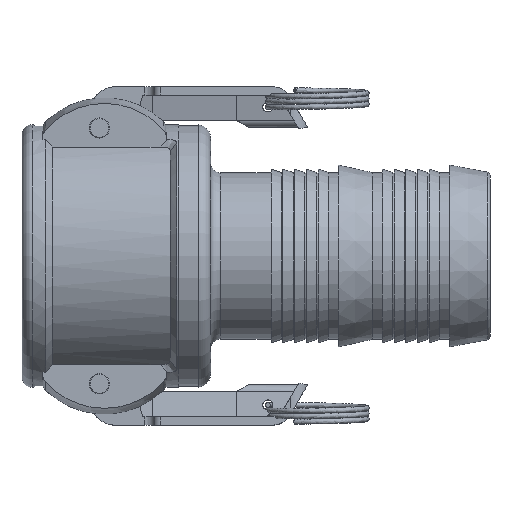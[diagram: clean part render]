
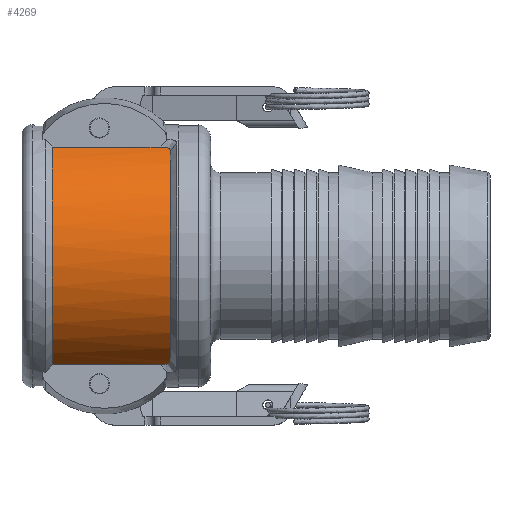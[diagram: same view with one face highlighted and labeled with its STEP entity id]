
A CAD part, top view. The second image highlights one B-rep face of the part: STEP entity #4269.
In plain terms, the highlighted cylindrical face has radius 37 mm (diameter 74 mm), a partial arc.
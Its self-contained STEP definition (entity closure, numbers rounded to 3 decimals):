
#327=LINE('',#8236,#581);
#357=LINE('',#9037,#611);
#581=VECTOR('',#5322,10.);
#611=VECTOR('',#5420,10.);
#776=CYLINDRICAL_SURFACE('',#4628,37.);
#904=FACE_OUTER_BOUND('',#1143,.T.);
#1143=EDGE_LOOP('',(#3242,#3243,#3244,#3245,#3246,#3247));
#1392=CIRCLE('',#4629,37.);
#1393=CIRCLE('',#4630,37.);
#1585=B_SPLINE_CURVE_WITH_KNOTS('',3,(#8976,#8977,#8978,#8979,#8980,#8981,
#8982,#8983,#8984,#8985,#8986,#8987),.UNSPECIFIED.,.F.,.F.,(4,2,2,2,2,4),
(0.,0.148,0.256,0.346,0.394,
0.445),.UNSPECIFIED.);
#1587=B_SPLINE_CURVE_WITH_KNOTS('',3,(#9014,#9015,#9016,#9017,#9018,#9019,
#9020,#9021,#9022,#9023,#9024,#9025),.UNSPECIFIED.,.F.,.F.,(4,2,2,2,2,4),
(0.,0.083,0.157,0.239,0.311,
0.39),.UNSPECIFIED.);
#1803=VERTEX_POINT('',#8230);
#1804=VERTEX_POINT('',#8235);
#1867=VERTEX_POINT('',#8975);
#1868=VERTEX_POINT('',#9012);
#1869=VERTEX_POINT('',#9013);
#1870=VERTEX_POINT('',#9036);
#2299=EDGE_CURVE('',#1804,#1803,#327,.T.);
#2384=EDGE_CURVE('',#1803,#1867,#1585,.T.);
#2386=EDGE_CURVE('',#1868,#1869,#1587,.T.);
#2389=EDGE_CURVE('',#1867,#1868,#1392,.T.);
#2390=EDGE_CURVE('',#1869,#1870,#357,.T.);
#2391=EDGE_CURVE('',#1804,#1870,#1393,.T.);
#3242=ORIENTED_EDGE('',*,*,#2384,.T.);
#3243=ORIENTED_EDGE('',*,*,#2389,.T.);
#3244=ORIENTED_EDGE('',*,*,#2386,.T.);
#3245=ORIENTED_EDGE('',*,*,#2390,.T.);
#3246=ORIENTED_EDGE('',*,*,#2391,.F.);
#3247=ORIENTED_EDGE('',*,*,#2299,.T.);
#4269=ADVANCED_FACE('',(#904),#776,.T.);
#4628=AXIS2_PLACEMENT_3D('',#9034,#5416,#5417);
#4629=AXIS2_PLACEMENT_3D('',#9035,#5418,#5419);
#4630=AXIS2_PLACEMENT_3D('',#9038,#5421,#5422);
#5322=DIRECTION('',(1.,0.,0.));
#5416=DIRECTION('center_axis',(-1.,0.,0.));
#5417=DIRECTION('ref_axis',(0.,-1.,0.));
#5418=DIRECTION('center_axis',(-1.,0.,0.));
#5419=DIRECTION('ref_axis',(0.,-1.,0.));
#5420=DIRECTION('',(-1.,0.,0.));
#5421=DIRECTION('center_axis',(-1.,0.,0.));
#5422=DIRECTION('ref_axis',(0.,-1.,0.));
#8230=CARTESIAN_POINT('',(41.306,-32.326,18.));
#8235=CARTESIAN_POINT('',(9.,-32.326,18.));
#8236=CARTESIAN_POINT('',(26.5,-32.326,18.));
#8975=CARTESIAN_POINT('',(44.,-31.217,19.861));
#8976=CARTESIAN_POINT('Ctrl Pts',(41.306,-32.326,18.));
#8977=CARTESIAN_POINT('Ctrl Pts',(41.798,-32.326,18.));
#8978=CARTESIAN_POINT('Ctrl Pts',(42.252,-32.287,18.071));
#8979=CARTESIAN_POINT('Ctrl Pts',(42.928,-32.153,18.308));
#8980=CARTESIAN_POINT('Ctrl Pts',(43.193,-32.073,18.449));
#8981=CARTESIAN_POINT('Ctrl Pts',(43.596,-31.875,18.789));
#8982=CARTESIAN_POINT('Ctrl Pts',(43.741,-31.769,18.968));
#8983=CARTESIAN_POINT('Ctrl Pts',(43.894,-31.582,19.277));
#8984=CARTESIAN_POINT('Ctrl Pts',(43.934,-31.514,19.388));
#8985=CARTESIAN_POINT('Ctrl Pts',(43.987,-31.369,19.621));
#8986=CARTESIAN_POINT('Ctrl Pts',(44.,-31.294,19.741));
#8987=CARTESIAN_POINT('Ctrl Pts',(44.,-31.217,19.861));
#9012=CARTESIAN_POINT('',(44.,31.217,19.861));
#9013=CARTESIAN_POINT('',(41.306,32.326,18.));
#9014=CARTESIAN_POINT('Ctrl Pts',(44.,31.217,19.861));
#9015=CARTESIAN_POINT('Ctrl Pts',(44.,31.365,19.629));
#9016=CARTESIAN_POINT('Ctrl Pts',(43.952,31.508,19.399));
#9017=CARTESIAN_POINT('Ctrl Pts',(43.751,31.759,18.985));
#9018=CARTESIAN_POINT('Ctrl Pts',(43.614,31.863,18.809));
#9019=CARTESIAN_POINT('Ctrl Pts',(43.247,32.05,18.489));
#9020=CARTESIAN_POINT('Ctrl Pts',(43.019,32.125,18.357));
#9021=CARTESIAN_POINT('Ctrl Pts',(42.553,32.232,18.169));
#9022=CARTESIAN_POINT('Ctrl Pts',(42.321,32.267,18.106));
#9023=CARTESIAN_POINT('Ctrl Pts',(41.829,32.315,18.02));
#9024=CARTESIAN_POINT('Ctrl Pts',(41.567,32.326,18.));
#9025=CARTESIAN_POINT('Ctrl Pts',(41.306,32.326,18.));
#9034=CARTESIAN_POINT('Origin',(26.5,0.,0.));
#9035=CARTESIAN_POINT('Origin',(44.,0.,0.));
#9036=CARTESIAN_POINT('',(9.,32.326,18.));
#9037=CARTESIAN_POINT('',(26.5,32.326,18.));
#9038=CARTESIAN_POINT('Origin',(9.,0.,0.));
